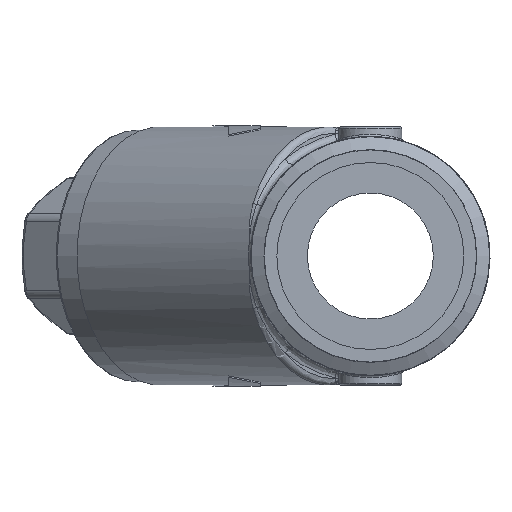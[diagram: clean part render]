
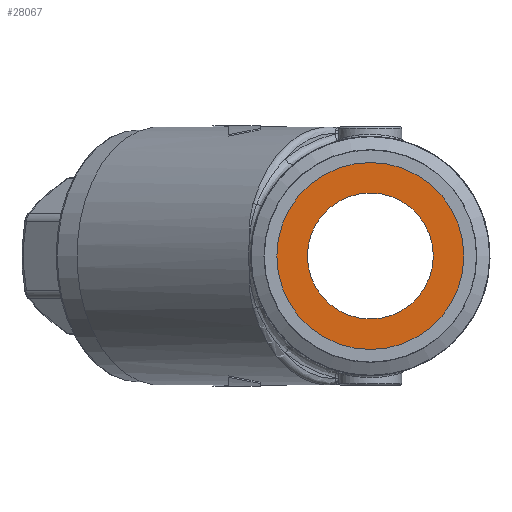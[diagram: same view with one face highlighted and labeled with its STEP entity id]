
A CAD part, left-side view. The second image highlights one B-rep face of the part: STEP entity #28067.
In plain terms, the highlighted planar face has unit normal (-1, 0, 0).
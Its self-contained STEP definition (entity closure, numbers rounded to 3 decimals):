
#568 = CARTESIAN_POINT ( 'NONE',  ( 30., 14.85, 0. ) ) ;
#1790 = CARTESIAN_POINT ( 'NONE',  ( 30., 0., 0. ) ) ;
#4471 = FACE_OUTER_BOUND ( 'NONE', #17335, .T. ) ;
#6356 = ORIENTED_EDGE ( 'NONE', *, *, #16124, .T. ) ;
#6654 = EDGE_LOOP ( 'NONE', ( #26630 ) ) ;
#10911 = DIRECTION ( 'NONE',  ( 0., 0., 1. ) ) ;
#11081 = PLANE ( 'NONE',  #15741 ) ;
#12509 = EDGE_CURVE ( 'NONE', #12717, #12717, #18175, .T. ) ;
#12717 = VERTEX_POINT ( 'NONE', #21492 ) ;
#13490 = DIRECTION ( 'NONE',  ( -1., 0., 0. ) ) ;
#13930 = DIRECTION ( 'NONE',  ( 0., 0., 1. ) ) ;
#14471 = AXIS2_PLACEMENT_3D ( 'NONE', #1790, #28460, #24231 ) ;
#15594 = CARTESIAN_POINT ( 'NONE',  ( 30., 0., 14.85 ) ) ;
#15741 = AXIS2_PLACEMENT_3D ( 'NONE', #568, #20268, #13930 ) ;
#16124 = EDGE_CURVE ( 'NONE', #26149, #26149, #24565, .T. ) ;
#17335 = EDGE_LOOP ( 'NONE', ( #6356 ) ) ;
#18175 = CIRCLE ( 'NONE', #14471, 10. ) ;
#20268 = DIRECTION ( 'NONE',  ( -1., 0., 0. ) ) ;
#21492 = CARTESIAN_POINT ( 'NONE',  ( 30., 0., 10. ) ) ;
#21851 = CARTESIAN_POINT ( 'NONE',  ( 30., 0., 0. ) ) ;
#22699 = AXIS2_PLACEMENT_3D ( 'NONE', #21851, #13490, #10911 ) ;
#24203 = FACE_BOUND ( 'NONE', #6654, .T. ) ;
#24231 = DIRECTION ( 'NONE',  ( 0., 0., 1. ) ) ;
#24565 = CIRCLE ( 'NONE', #22699, 14.85 ) ;
#26149 = VERTEX_POINT ( 'NONE', #15594 ) ;
#26630 = ORIENTED_EDGE ( 'NONE', *, *, #12509, .F. ) ;
#28067 = ADVANCED_FACE ( 'NONE', ( #24203, #4471 ), #11081, .T. ) ;
#28460 = DIRECTION ( 'NONE',  ( -1., 0., 0. ) ) ;
